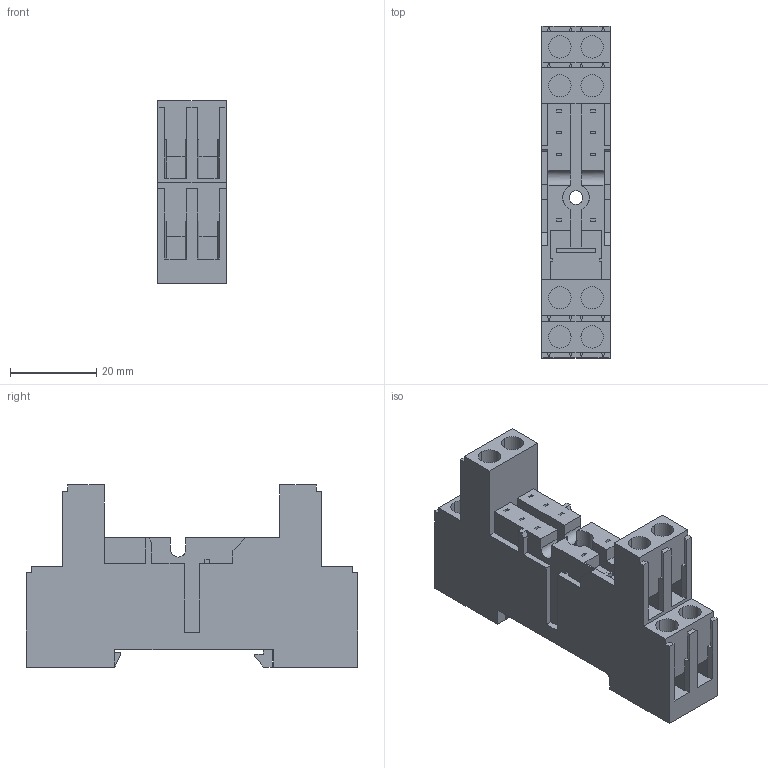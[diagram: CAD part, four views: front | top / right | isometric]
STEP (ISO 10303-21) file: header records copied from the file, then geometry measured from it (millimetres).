
FILE_DESCRIPTION(('CATIA V5R19 STEP'),'2;1');
FILE_NAME ('7068449_4', '2015-09-28T12:01:41+00:00', ('Weidmueller Interface'), ('Weidmueller'), 'CATIA Version 5 Release 20 SP 5 (IN-10)', 'CATIA V5 STEP AP214', 'none');
FILE_SCHEMA(('AUTOMOTIVE_DESIGN { 1 0 10303 214 1 1 1 1 }'));
Length unit declared in the file: millimetre
Products named in the file (1): 8869480000
Bounding box: 15.8 x 77 x 42.3 mm (x, y, z)
Volume: 31404.8 mm3; surface area: 11981.4 mm2
Topology: 1 solids, 1 shells, 286 faces, 773 edges, 507 vertices
Faces by surface type: plane 262, cylinder 24
Entity records: 10392 total; most frequent: CARTESIAN_POINT 1615, ORIENTED_EDGE 1546, DIRECTION 1124, EDGE_CURVE 773, VECTOR 690, LINE 690, VERTEX_POINT 507, EDGE_LOOP 306
